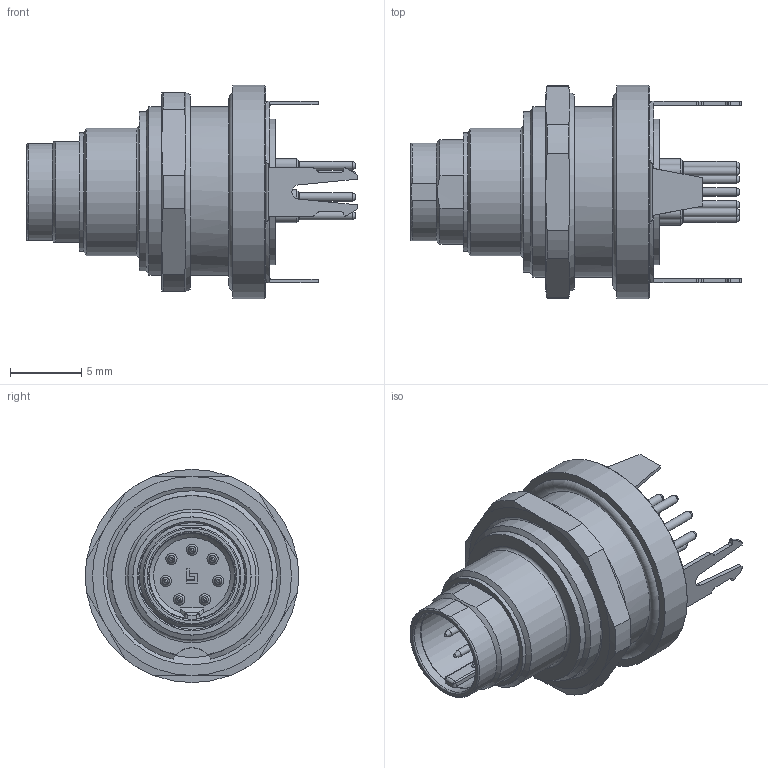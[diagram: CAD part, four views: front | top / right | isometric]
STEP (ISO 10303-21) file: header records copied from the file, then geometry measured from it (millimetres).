
FILE_DESCRIPTION(/* description */ (''),/* implementation_level */ '2;1');
FILE_NAME(/* name */ '09-0423-30-07_bg.stp',/* time_stamp */ '2010-09-03T10:54:37+02:00',/* author */ (''),/* organization */ (''),/* preprocessor_version */ 'ST-DEVELOPER v11',/* originating_system */ 'UGS - NX 5.0',/* authorisation */ '');
FILE_SCHEMA (('CONFIG_CONTROL_DESIGN'));
Length unit declared in the file: millimetre
Products named in the file (1): kbor99295se5
Bounding box: 23.25 x 15 x 15 mm (x, y, z)
Volume: 1233.6 mm3; surface area: 1732.4 mm2
Topology: 1 solids, 1 shells, 268 faces, 685 edges, 435 vertices
Faces by surface type: plane 106, cylinder 86, cone 56, torus 11, sphere 7, bspline 2
Full cylindrical faces by diameter (mm): 0.5 x7, 0.6 x7, 1 x7, 6.1 x1, 8.315 x1, 9 x1, 9.65 x1, 10.25 x1, 12 x1, 15 x1
Entity records: 7658 total; most frequent: CARTESIAN_POINT 1620, DIRECTION 1270, ORIENTED_EDGE 1104, EDGE_CURVE 552, AXIS2_PLACEMENT_3D 499, VERTEX_POINT 399, EDGE_LOOP 376, LINE 272
